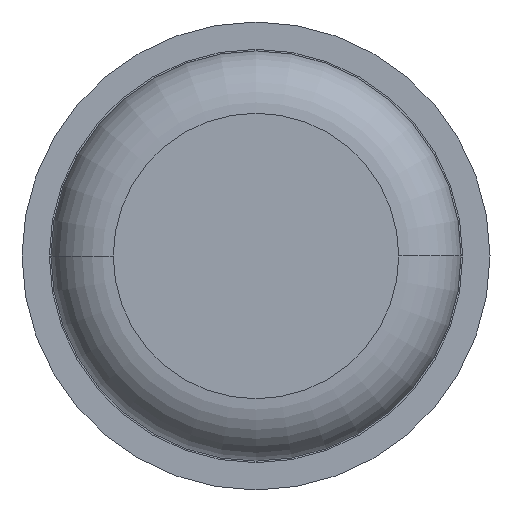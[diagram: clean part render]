
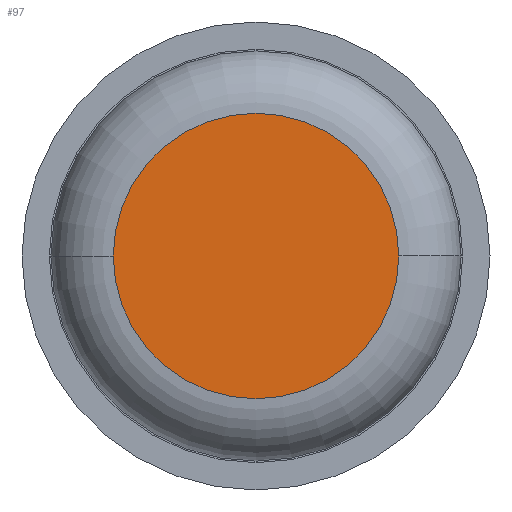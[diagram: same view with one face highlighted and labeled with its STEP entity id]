
A CAD part, front view. The second image highlights one B-rep face of the part: STEP entity #97.
In plain terms, the highlighted planar face has unit normal (0, -1, 0).
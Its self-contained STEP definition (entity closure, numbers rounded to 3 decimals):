
#97 = ADVANCED_FACE ( 'Defeature ausgef�hrt1_6', ( #3009 ), #1390, .F. ) ;
#222 = CARTESIAN_POINT ( 'NONE',  ( -0.915, 0., 0. ) ) ;
#264 = DIRECTION ( 'NONE',  ( 0., -1., 0. ) ) ;
#272 = ORIENTED_EDGE ( 'NONE', *, *, #935, .T. ) ;
#285 = EDGE_CURVE ( 'Defeature ausgef�hrt1_6+Defeature ausgef�hrt1_7+Defeature ausgef�hrt1_7+Defeature ausgef�hrt1_7', #591, #761, #3600, .T. ) ;
#581 = DIRECTION ( 'NONE',  ( -1., 0., 0. ) ) ;
#591 = VERTEX_POINT ( 'NONE', #3118 ) ;
#630 = AXIS2_PLACEMENT_3D ( 'NONE', #1099, #1697, #1667 ) ;
#761 = VERTEX_POINT ( 'NONE', #222 ) ;
#935 = EDGE_CURVE ( 'Defeature ausgef�hrt1_6+Defeature ausgef�hrt1_7+Defeature ausgef�hrt1_7+Defeature ausgef�hrt1_7', #761, #591, #3383, .T. ) ;
#1099 = CARTESIAN_POINT ( 'NONE',  ( 0., 0., 0. ) ) ;
#1340 = AXIS2_PLACEMENT_3D ( 'NONE', #3523, #2067, #581 ) ;
#1390 = PLANE ( 'NONE',  #630 ) ;
#1667 = DIRECTION ( 'NONE',  ( -1., 0., 0. ) ) ;
#1697 = DIRECTION ( 'NONE',  ( 0., 1., 0. ) ) ;
#2051 = CARTESIAN_POINT ( 'NONE',  ( 0., 0., 0. ) ) ;
#2067 = DIRECTION ( 'NONE',  ( 0., -1., 0. ) ) ;
#2445 = ORIENTED_EDGE ( 'NONE', *, *, #285, .T. ) ;
#2769 = EDGE_LOOP ( 'NONE', ( #272, #2445 ) ) ;
#3009 = FACE_OUTER_BOUND ( 'NONE', #2769, .T. ) ;
#3118 = CARTESIAN_POINT ( 'NONE',  ( 0.915, 0., 0. ) ) ;
#3157 = AXIS2_PLACEMENT_3D ( 'NONE', #2051, #264, #3214 ) ;
#3214 = DIRECTION ( 'NONE',  ( -1., 0., 0. ) ) ;
#3383 = CIRCLE ( 'NONE', #3157, 0.915 ) ;
#3523 = CARTESIAN_POINT ( 'NONE',  ( 0., 0., 0. ) ) ;
#3600 = CIRCLE ( 'NONE', #1340, 0.915 ) ;
